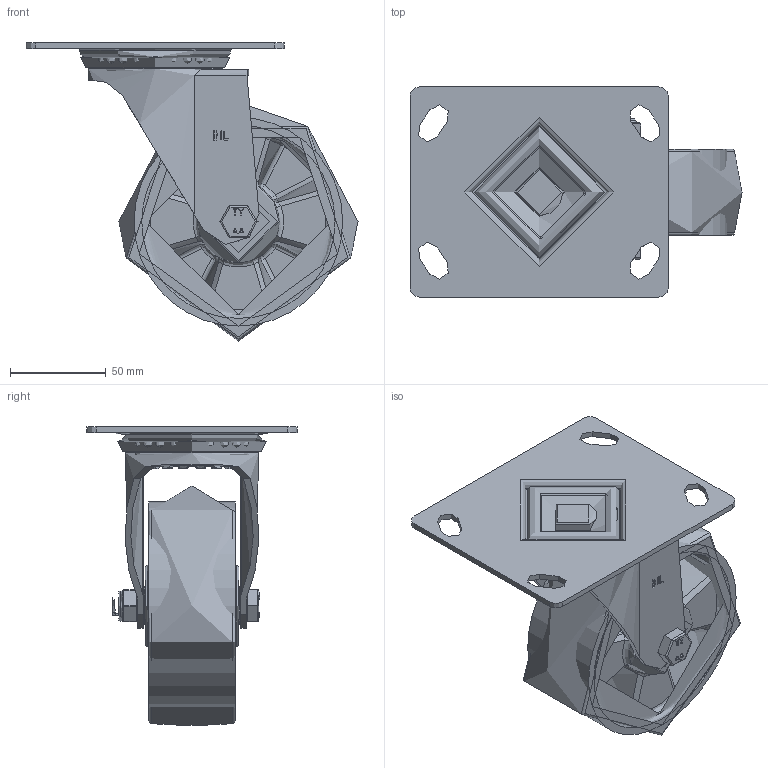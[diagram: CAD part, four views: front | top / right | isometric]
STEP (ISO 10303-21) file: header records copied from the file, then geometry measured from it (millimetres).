
FILE_DESCRIPTION(/* description */ (''),/* implementation_level */ '2;1');
FILE_NAME(/* name */ 'BZEH125XPNBLP.step',/* time_stamp */ '2025-06-23T09:41:45+01:00',/* author */ (''),/* organization */ (''),/* preprocessor_version */ 'ST-DEVELOPER v20.1',/* originating_system */ 'Autodesk Translation Framework v14.10.0.0',/* authorisation */ '');
FILE_SCHEMA (('AUTOMOTIVE_DESIGN { 1 0 10303 214 3 1 1 }'));
Products named in the file (25): BZEH125XPNBLP; BZEH125ASLP v1; ZINC PLATED, PRESSED STEEL TOP PLATE; ZINC PLATED, PRESSED STEEL TOP PLATE Geometry; Pattern; Component2; ZINC PLATED, PRESSED STEEL FORKS; BEARING SEAL; BZXH125WPNRB v1; POLYURETHANE TYRE; NYLON RIM; NYLON RIM Geometry; CAP; ROLLER BEARING; CAGE; Pattern (1); Component2 (1); TUBEM20X50 v1; ZINC PLATED, STEEL TUBE; HEXBOLTM10X70Z8.8 v2; GRADE 8.8 THREADED ZINC PLATED BOLT; NYLOCM10Z v1; NYLOC NUT; RUBBER; NUT
Assembly tree (52 placements, depth 5):
  BZEH125XPNBLP
    BZEH125ASLP v1
      ZINC PLATED, PRESSED STEEL TOP PLATE
        ZINC PLATED, PRESSED STEEL TOP PLATE Geometry
        Pattern
          Component2  x20
      ZINC PLATED, PRESSED STEEL FORKS
      BEARING SEAL
    BZXH125WPNRB v1
      POLYURETHANE TYRE
      NYLON RIM
        NYLON RIM Geometry
        CAP
      ROLLER BEARING
        CAGE
        Pattern (1)
          Component2 (1)  x10
    TUBEM20X50 v1
      ZINC PLATED, STEEL TUBE
    HEXBOLTM10X70Z8.8 v2
      GRADE 8.8 THREADED ZINC PLATED BOLT
    NYLOCM10Z v1
      NYLOC NUT
        RUBBER
        NUT
Bounding box: 173.5 x 110 x 155.9 mm (x, y, z)
Volume: 451159 mm3; surface area: 197205.2 mm2
Topology: 41 solids, 41 shells, 801 faces, 1939 edges, 1189 vertices
Faces by surface type: plane 336, bspline 163, cylinder 156, torus 74, sphere 64, cone 8
Full cylindrical faces by diameter (mm): 5 x10, 8.141 x18, 9.85 x19, 10 x3, 10.25 x2, 10.5 x1, 12 x2, 16 x2, 19.9 x1, 20 x1, 20.5 x1, 21 x2, 25 x2, 29.5 x1, 30 x1, 32.5 x2, 34 x1, 42.5 x2, 44.584 x1, 54 x1, 64 x1, 70 x1, 97 x2, 109 x2
Entity records: 58131 total; most frequent: CARTESIAN_POINT 40218, ORIENTED_EDGE 3706, DIRECTION 3448, EDGE_CURVE 1853, AXIS2_PLACEMENT_3D 1346, VERTEX_POINT 1133, EDGE_LOOP 814, LINE 756
